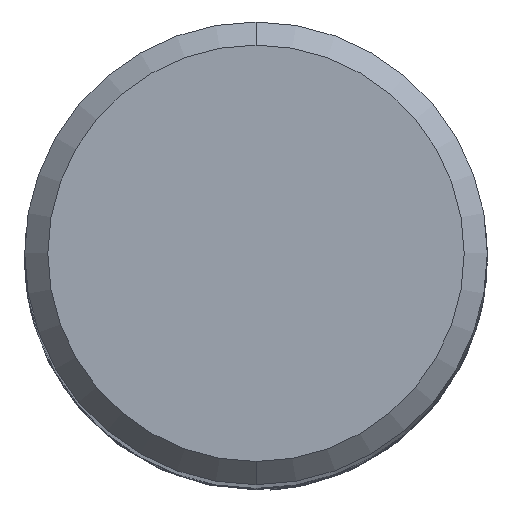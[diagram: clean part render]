
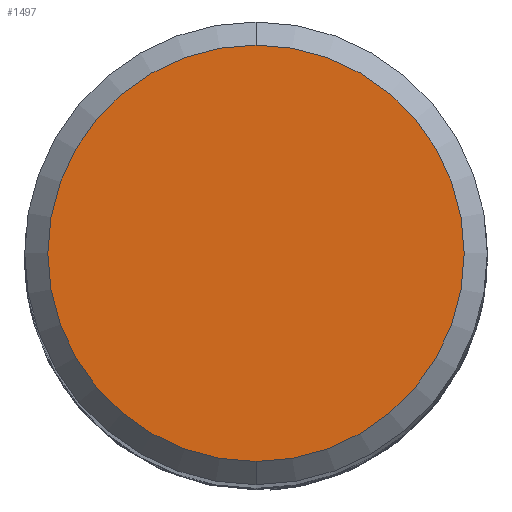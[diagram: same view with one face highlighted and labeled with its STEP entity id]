
A CAD part, top view. The second image highlights one B-rep face of the part: STEP entity #1497.
In plain terms, the highlighted planar face has unit normal (0, 0, 1).
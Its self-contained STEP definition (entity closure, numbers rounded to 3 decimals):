
#1369=EDGE_CURVE('',#1553,#1409,#2594,.T.);
#1409=VERTEX_POINT('',#2638);
#1497=ADVANCED_FACE('',(#2729),#2730,.T.);
#1525=EDGE_CURVE('',#1409,#1553,#2758,.T.);
#1553=VERTEX_POINT('',#2789);
#2594=CIRCLE('',#12710,4.5);
#2638=CARTESIAN_POINT('',(0.0,4.5,0.0));
#2729=FACE_OUTER_BOUND('',#13624,.T.);
#2730=PLANE('',#13625);
#2758=CIRCLE('',#13791,4.5);
#2789=CARTESIAN_POINT('',(0.,-4.5,0.0));
#12710=AXIS2_PLACEMENT_3D('',#17289,#17290,#17291);
#13624=EDGE_LOOP('',(#17408,#17409));
#13625=AXIS2_PLACEMENT_3D('',#17410,#17411,#17412);
#13791=AXIS2_PLACEMENT_3D('',#17416,#17417,#17418);
#17289=CARTESIAN_POINT('',(0.0,0.0,0.0));
#17290=DIRECTION('',(0.0,0.0,-1.0));
#17291=DIRECTION('',(0.0,1.0,0.0));
#17408=ORIENTED_EDGE('',*,*,#1525,.F.);
#17409=ORIENTED_EDGE('',*,*,#1369,.F.);
#17410=CARTESIAN_POINT('',(0.0,2.25,0.0));
#17411=DIRECTION('',(-0.0,0.0,1.0));
#17412=DIRECTION('',(0.0,-1.0,0.0));
#17416=CARTESIAN_POINT('',(0.0,0.0,0.0));
#17417=DIRECTION('',(0.0,0.0,-1.0));
#17418=DIRECTION('',(0.0,1.0,0.0));
